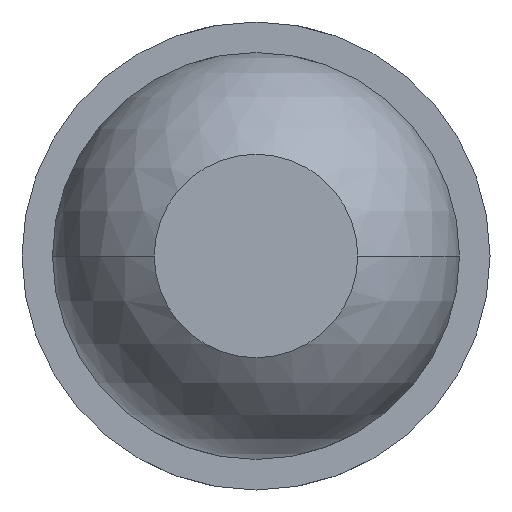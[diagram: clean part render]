
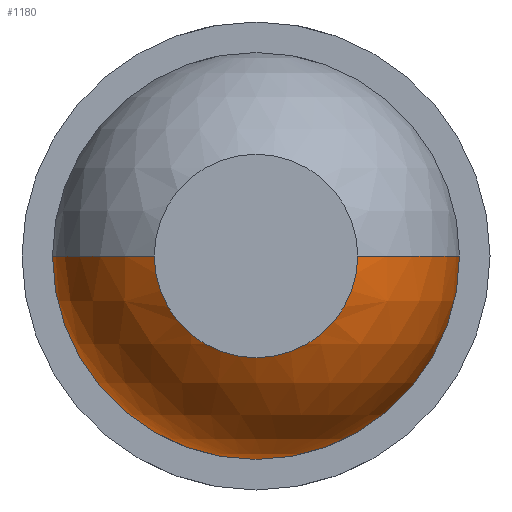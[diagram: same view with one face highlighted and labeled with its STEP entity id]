
A CAD part, front view. The second image highlights one B-rep face of the part: STEP entity #1180.
In plain terms, the highlighted spherical face has radius 0.5 mm.
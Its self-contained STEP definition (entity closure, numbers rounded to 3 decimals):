
#22 = CARTESIAN_POINT ( 'NONE',  ( -0.5, -19.567, 0. ) ) ;
#102 = CARTESIAN_POINT ( 'NONE',  ( 0., -19.567, 0. ) ) ;
#142 = ORIENTED_EDGE ( 'NONE', *, *, #3877, .T. ) ;
#155 = CARTESIAN_POINT ( 'NONE',  ( 0., -19.567, 0. ) ) ;
#200 = AXIS2_PLACEMENT_3D ( 'NONE', #3867, #2059, #2342 ) ;
#353 = CIRCLE ( 'NONE', #1855, 0.5 ) ;
#449 = DIRECTION ( 'NONE',  ( 0., 0., 1. ) ) ;
#454 = AXIS2_PLACEMENT_3D ( 'NONE', #2620, #3255, #3818 ) ;
#534 = ORIENTED_EDGE ( 'NONE', *, *, #1717, .T. ) ;
#687 = CARTESIAN_POINT ( 'NONE',  ( 0., -19.567, -0.5 ) ) ;
#786 = CIRCLE ( 'NONE', #454, 0.25 ) ;
#864 = ORIENTED_EDGE ( 'NONE', *, *, #1433, .F. ) ;
#915 = VERTEX_POINT ( 'NONE', #1819 ) ;
#921 = FACE_OUTER_BOUND ( 'NONE', #1772, .T. ) ;
#956 = DIRECTION ( 'NONE',  ( 0., 0., 1. ) ) ;
#1036 = EDGE_CURVE ( 'NONE', #915, #2524, #1727, .T. ) ;
#1180 = ADVANCED_FACE ( 'Defeature ausgef�hrt4_0', ( #921 ), #3092, .T. ) ;
#1192 = EDGE_CURVE ( 'Defeature ausgef�hrt4_2+Defeature ausgef�hrt4_0+Defeature ausgef�hrt4_0+Defeature ausgef�hrt4_0', #3501, #2524, #3229, .T. ) ;
#1244 = AXIS2_PLACEMENT_3D ( 'NONE', #155, #3482, #1407 ) ;
#1407 = DIRECTION ( 'NONE',  ( -1., 0., 0. ) ) ;
#1421 = DIRECTION ( 'NONE',  ( 0., 0., 1. ) ) ;
#1433 = EDGE_CURVE ( 'Defeature ausgef�hrt4_2+Defeature ausgef�hrt4_0+Defeature ausgef�hrt4_0+Defeature ausgef�hrt4_0', #2672, #3501, #353, .T. ) ;
#1651 = CIRCLE ( 'NONE', #200, 0.25 ) ;
#1717 = EDGE_CURVE ( 'Defeature ausgef�hrt4_0+Defeature ausgef�hrt4_9+Defeature ausgef�hrt4_9+Defeature ausgef�hrt4_9', #2587, #915, #786, .T. ) ;
#1727 = CIRCLE ( 'NONE', #1244, 0.5 ) ;
#1764 = CIRCLE ( 'NONE', #2902, 0.5 ) ;
#1772 = EDGE_LOOP ( 'NONE', ( #142, #534, #2224, #2104, #864, #3158 ) ) ;
#1819 = CARTESIAN_POINT ( 'NONE',  ( -0.25, -20., 0. ) ) ;
#1855 = AXIS2_PLACEMENT_3D ( 'NONE', #102, #2203, #449 ) ;
#1933 = AXIS2_PLACEMENT_3D ( 'NONE', #3225, #2623, #1421 ) ;
#2059 = DIRECTION ( 'NONE',  ( 0., 1., 0. ) ) ;
#2094 = EDGE_CURVE ( 'NONE', #3682, #2672, #1764, .T. ) ;
#2104 = ORIENTED_EDGE ( 'NONE', *, *, #1192, .F. ) ;
#2203 = DIRECTION ( 'NONE',  ( 0., 1., 0. ) ) ;
#2224 = ORIENTED_EDGE ( 'NONE', *, *, #1036, .T. ) ;
#2270 = CARTESIAN_POINT ( 'NONE',  ( 0.25, -20., 0. ) ) ;
#2339 = CARTESIAN_POINT ( 'NONE',  ( 0., -19.567, 0. ) ) ;
#2342 = DIRECTION ( 'NONE',  ( 0., 0., 1. ) ) ;
#2516 = AXIS2_PLACEMENT_3D ( 'NONE', #2339, #3023, #2634 ) ;
#2524 = VERTEX_POINT ( 'NONE', #22 ) ;
#2587 = VERTEX_POINT ( 'NONE', #2745 ) ;
#2620 = CARTESIAN_POINT ( 'NONE',  ( 0., -20., 0. ) ) ;
#2623 = DIRECTION ( 'NONE',  ( 0., 1., 0. ) ) ;
#2634 = DIRECTION ( 'NONE',  ( 1., 0., 0. ) ) ;
#2672 = VERTEX_POINT ( 'NONE', #3136 ) ;
#2745 = CARTESIAN_POINT ( 'NONE',  ( 0., -20., -0.25 ) ) ;
#2902 = AXIS2_PLACEMENT_3D ( 'NONE', #3648, #956, #3632 ) ;
#3023 = DIRECTION ( 'NONE',  ( 0., 0., -1. ) ) ;
#3092 = SPHERICAL_SURFACE ( 'NONE', #2516, 0.5 ) ;
#3136 = CARTESIAN_POINT ( 'NONE',  ( 0.5, -19.567, 0. ) ) ;
#3158 = ORIENTED_EDGE ( 'NONE', *, *, #2094, .F. ) ;
#3225 = CARTESIAN_POINT ( 'NONE',  ( 0., -19.567, 0. ) ) ;
#3229 = CIRCLE ( 'NONE', #1933, 0.5 ) ;
#3255 = DIRECTION ( 'NONE',  ( 0., 1., 0. ) ) ;
#3482 = DIRECTION ( 'NONE',  ( 0., 0., -1. ) ) ;
#3501 = VERTEX_POINT ( 'NONE', #687 ) ;
#3632 = DIRECTION ( 'NONE',  ( 1., 0., 0. ) ) ;
#3648 = CARTESIAN_POINT ( 'NONE',  ( 0., -19.567, 0. ) ) ;
#3682 = VERTEX_POINT ( 'NONE', #2270 ) ;
#3818 = DIRECTION ( 'NONE',  ( 0., 0., 1. ) ) ;
#3867 = CARTESIAN_POINT ( 'NONE',  ( 0., -20., 0. ) ) ;
#3877 = EDGE_CURVE ( 'Defeature ausgef�hrt4_0+Defeature ausgef�hrt4_9+Defeature ausgef�hrt4_9+Defeature ausgef�hrt4_9', #3682, #2587, #1651, .T. ) ;
